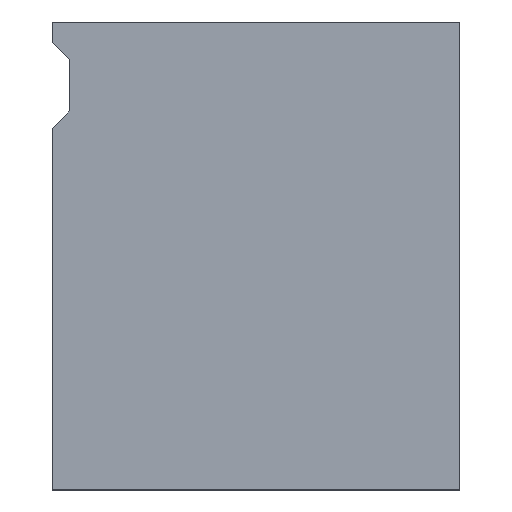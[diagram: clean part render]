
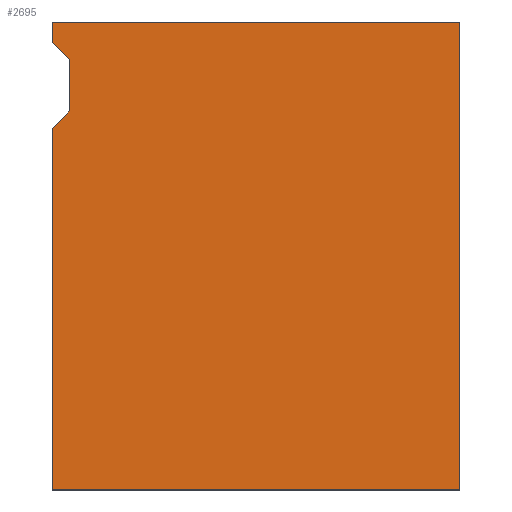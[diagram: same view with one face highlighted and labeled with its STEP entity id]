
A CAD part, top view. The second image highlights one B-rep face of the part: STEP entity #2695.
In plain terms, the highlighted planar face has unit normal (0, 0, 1).
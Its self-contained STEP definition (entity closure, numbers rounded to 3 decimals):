
#216=FACE_OUTER_BOUND('',#375,.T.);
#375=EDGE_LOOP('',(#2377,#2378,#2379,#2380,#2381,#2382,#2383,#2384));
#653=LINE('',#4189,#996);
#666=LINE('',#4212,#1009);
#668=LINE('',#4216,#1011);
#670=LINE('',#4220,#1013);
#677=LINE('',#4233,#1020);
#679=LINE('',#4237,#1022);
#680=LINE('',#4240,#1023);
#689=LINE('',#4255,#1032);
#996=VECTOR('',#3415,10.);
#1009=VECTOR('',#3434,10.);
#1011=VECTOR('',#3438,10.);
#1013=VECTOR('',#3442,10.);
#1020=VECTOR('',#3453,10.);
#1022=VECTOR('',#3457,10.);
#1023=VECTOR('',#3460,10.);
#1032=VECTOR('',#3473,10.);
#1278=VERTEX_POINT('',#4186);
#1279=VERTEX_POINT('',#4188);
#1286=VERTEX_POINT('',#4210);
#1287=VERTEX_POINT('',#4214);
#1288=VERTEX_POINT('',#4218);
#1292=VERTEX_POINT('',#4231);
#1293=VERTEX_POINT('',#4235);
#1294=VERTEX_POINT('',#4239);
#1611=EDGE_CURVE('',#1279,#1278,#653,.T.);
#1624=EDGE_CURVE('',#1278,#1286,#666,.T.);
#1626=EDGE_CURVE('',#1286,#1287,#668,.T.);
#1628=EDGE_CURVE('',#1287,#1288,#670,.T.);
#1635=EDGE_CURVE('',#1288,#1292,#677,.T.);
#1637=EDGE_CURVE('',#1292,#1293,#679,.T.);
#1638=EDGE_CURVE('',#1294,#1279,#680,.T.);
#1647=EDGE_CURVE('',#1293,#1294,#689,.T.);
#2377=ORIENTED_EDGE('',*,*,#1635,.T.);
#2378=ORIENTED_EDGE('',*,*,#1637,.T.);
#2379=ORIENTED_EDGE('',*,*,#1647,.T.);
#2380=ORIENTED_EDGE('',*,*,#1638,.T.);
#2381=ORIENTED_EDGE('',*,*,#1611,.T.);
#2382=ORIENTED_EDGE('',*,*,#1624,.T.);
#2383=ORIENTED_EDGE('',*,*,#1626,.T.);
#2384=ORIENTED_EDGE('',*,*,#1628,.T.);
#2554=PLANE('',#2882);
#2695=ADVANCED_FACE('',(#216),#2554,.T.);
#2882=AXIS2_PLACEMENT_3D('',#4330,#3555,#3556);
#3415=DIRECTION('',(0.,1.,0.));
#3434=DIRECTION('',(-1.,0.,0.));
#3438=DIRECTION('',(0.,-1.,0.));
#3442=DIRECTION('',(0.707,-0.707,0.));
#3453=DIRECTION('',(0.,-1.,0.));
#3457=DIRECTION('',(-0.707,-0.707,0.));
#3460=DIRECTION('',(1.,0.,0.));
#3473=DIRECTION('',(0.,-1.,0.));
#3555=DIRECTION('center_axis',(0.,0.,1.));
#3556=DIRECTION('ref_axis',(1.,0.,0.));
#4186=CARTESIAN_POINT('',(169.35,-73.4,12.));
#4188=CARTESIAN_POINT('',(169.35,-146.368,12.));
#4189=CARTESIAN_POINT('',(169.35,-146.368,12.));
#4210=CARTESIAN_POINT('',(105.75,-73.4,12.));
#4212=CARTESIAN_POINT('',(169.35,-73.4,12.));
#4214=CARTESIAN_POINT('',(105.75,-76.602,12.));
#4216=CARTESIAN_POINT('',(105.75,-73.4,12.));
#4218=CARTESIAN_POINT('',(108.428,-79.28,12.));
#4220=CARTESIAN_POINT('',(105.75,-76.602,12.));
#4231=CARTESIAN_POINT('',(108.428,-87.28,12.));
#4233=CARTESIAN_POINT('',(108.428,-79.28,12.));
#4235=CARTESIAN_POINT('',(105.75,-89.957,12.));
#4237=CARTESIAN_POINT('',(108.428,-87.28,12.));
#4239=CARTESIAN_POINT('',(105.75,-146.368,12.));
#4240=CARTESIAN_POINT('',(105.75,-146.368,12.));
#4255=CARTESIAN_POINT('',(105.75,-89.957,12.));
#4330=CARTESIAN_POINT('Origin',(137.55,-109.884,12.));
